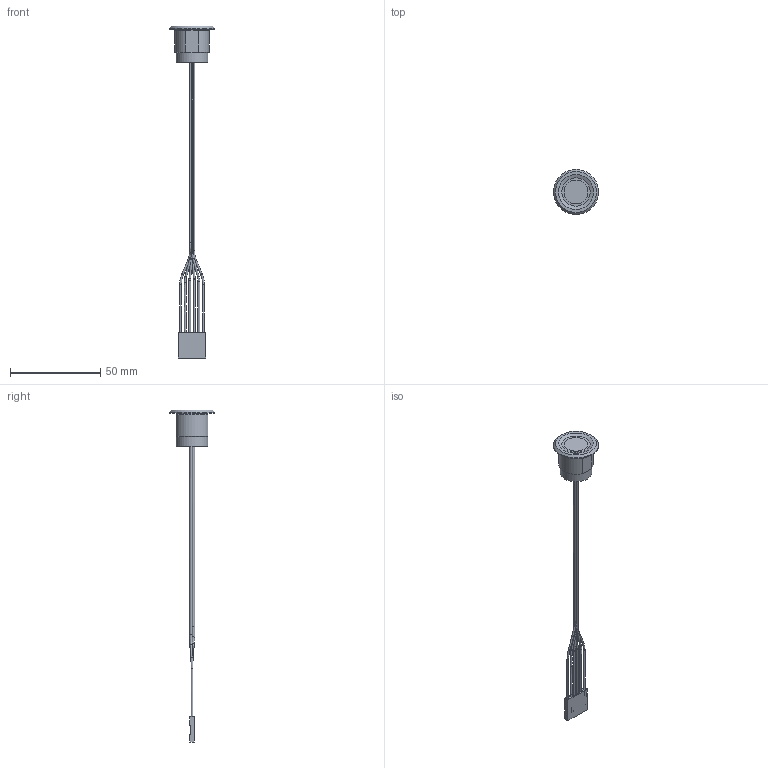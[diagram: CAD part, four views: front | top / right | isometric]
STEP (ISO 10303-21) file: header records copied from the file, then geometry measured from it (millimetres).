
FILE_DESCRIPTION(/* description */ (''),/* implementation_level */ '2;1');
FILE_NAME(/* name */ 'PZ4M2CRRW150.stp',/* time_stamp */ '2022-01-04T15:52:25-06:00',/* author */ ('mroman'),/* organization */ (''),/* preprocessor_version */ 'ST-DEVELOPER v18.1',/* originating_system */ 'Autodesk Inventor 2020',/* authorisation */ '');
FILE_SCHEMA (('AUTOMOTIVE_DESIGN { 1 0 10303 214 3 1 1 }'));
Length unit declared in the file: millimetre
Products named in the file (1): PZ4M2CRRW150
Bounding box: 25 x 25 x 184 mm (x, y, z)
Volume: 6501 mm3; surface area: 6162.5 mm2
Topology: 5 solids, 5 shells, 215 faces, 580 edges, 378 vertices
Faces by surface type: plane 143, cylinder 46, torus 12, bspline 7, cone 6, sphere 1
Full cylindrical faces by diameter (mm): 0.7 x6, 1 x11, 13.1 x1, 13.2 x1, 17.5 x1, 25 x1
Entity records: 7601 total; most frequent: CARTESIAN_POINT 2041, ORIENTED_EDGE 1168, DIRECTION 1121, EDGE_CURVE 584, LINE 397, VECTOR 397, VERTEX_POINT 380, AXIS2_PLACEMENT_3D 362
